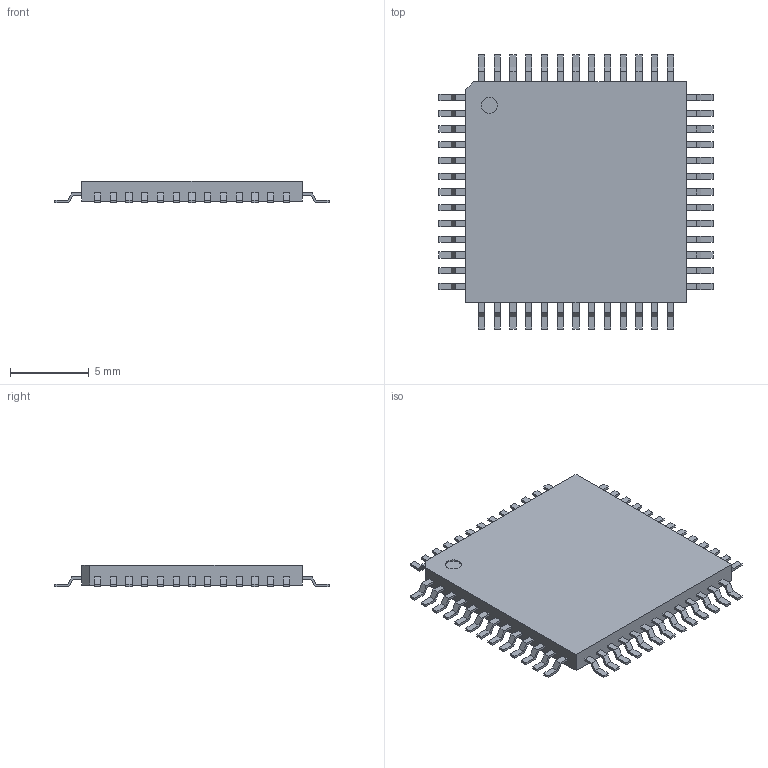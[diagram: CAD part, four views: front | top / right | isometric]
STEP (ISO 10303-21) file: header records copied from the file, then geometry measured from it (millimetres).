
FILE_DESCRIPTION(('FreeCAD Model'),'2;1');
FILE_NAME('qfp52_P1mm_14x14mm_v3_cp.step', '2018-12-09T16:09:33',('kicad StepUp'),('ksu MCAD'), 'Open CASCADE STEP processor 7.2','FreeCAD','Unknown');
FILE_SCHEMA(('AUTOMOTIVE_DESIGN { 1 0 10303 214 1 1 1 1 }'));
Length unit declared in the file: millimetre
Products named in the file (1): qfp52_P1mm_14x14mm_v3_cp
Bounding box: 17.4 x 17.4 x 1.35 mm (x, y, z)
Volume: 250.9 mm3; surface area: 580.6 mm2
Topology: 53 solids, 53 shells, 529 faces, 1266 edges, 844 vertices
Faces by surface type: plane 528, cylinder 1
Full cylindrical faces by diameter (mm): 1 x1
Entity records: 18614 total; most frequent: CARTESIAN_POINT 2640, ORIENTED_EDGE 2532, DIRECTION 2328, EDGE_CURVE 1266, LINE 1264, VECTOR 1264, VERTEX_POINT 844, AXIS2_PLACEMENT_3D 532
